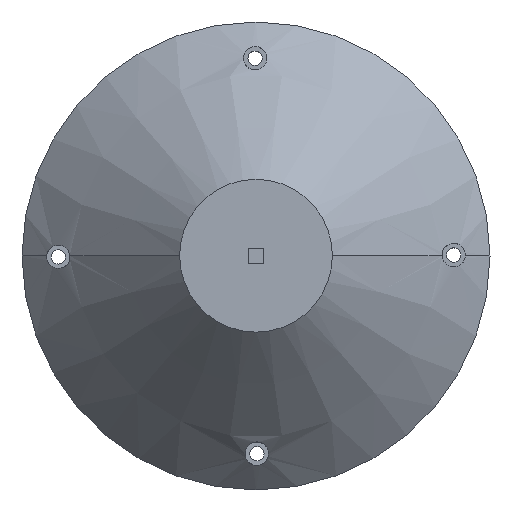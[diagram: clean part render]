
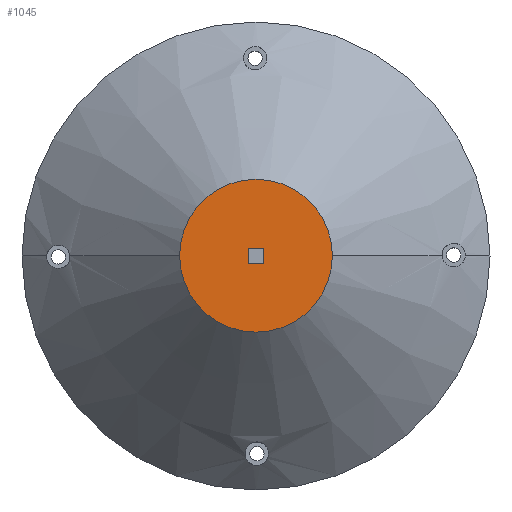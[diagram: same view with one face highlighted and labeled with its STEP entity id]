
A CAD part, top view. The second image highlights one B-rep face of the part: STEP entity #1045.
In plain terms, the highlighted planar face has unit normal (0, 0, 1).
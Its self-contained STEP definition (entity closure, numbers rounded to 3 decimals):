
#7 = DIRECTION ( 'NONE',  ( 0., -1., 0. ) ) ;
#40 = EDGE_CURVE ( 'NONE', #858, #612, #610, .T. ) ;
#55 = DIRECTION ( 'NONE',  ( 0., 0., 1. ) ) ;
#79 = ORIENTED_EDGE ( 'NONE', *, *, #145, .F. ) ;
#97 = VERTEX_POINT ( 'NONE', #1131 ) ;
#144 = CARTESIAN_POINT ( 'NONE',  ( 250., 67., 40.355 ) ) ;
#145 = EDGE_CURVE ( 'NONE', #1299, #97, #768, .T. ) ;
#169 = DIRECTION ( 'NONE',  ( -1., 0., 0. ) ) ;
#194 = ORIENTED_EDGE ( 'NONE', *, *, #575, .F. ) ;
#236 = LINE ( 'NONE', #696, #1175 ) ;
#302 = DIRECTION ( 'NONE',  ( 0., 1., 0. ) ) ;
#318 = VERTEX_POINT ( 'NONE', #1276 ) ;
#350 = DIRECTION ( 'NONE',  ( 1., 0., 0. ) ) ;
#381 = VECTOR ( 'NONE', #7, 1000. ) ;
#429 = FACE_BOUND ( 'NONE', #1432, .T. ) ;
#434 = ORIENTED_EDGE ( 'NONE', *, *, #531, .F. ) ;
#497 = CIRCLE ( 'NONE', #1351, 17. ) ;
#531 = EDGE_CURVE ( 'NONE', #97, #563, #236, .T. ) ;
#539 = CARTESIAN_POINT ( 'NONE',  ( 99., -225.5, 40.355 ) ) ;
#557 = ORIENTED_EDGE ( 'NONE', *, *, #895, .F. ) ;
#563 = VERTEX_POINT ( 'NONE', #1036 ) ;
#575 = EDGE_CURVE ( 'NONE', #318, #1299, #1494, .T. ) ;
#577 = CARTESIAN_POINT ( 'NONE',  ( 248.3, 68.7, 40.355 ) ) ;
#592 = CARTESIAN_POINT ( 'NONE',  ( 248.3, 65.3, 40.355 ) ) ;
#600 = DIRECTION ( 'NONE',  ( 0., 0., 1. ) ) ;
#610 = CIRCLE ( 'NONE', #1466, 17. ) ;
#612 = VERTEX_POINT ( 'NONE', #1293 ) ;
#696 = CARTESIAN_POINT ( 'NONE',  ( 251.7, 68.7, 40.355 ) ) ;
#743 = FACE_OUTER_BOUND ( 'NONE', #1373, .T. ) ;
#768 = LINE ( 'NONE', #1118, #883 ) ;
#801 = ORIENTED_EDGE ( 'NONE', *, *, #40, .T. ) ;
#809 = LINE ( 'NONE', #577, #381 ) ;
#858 = VERTEX_POINT ( 'NONE', #925 ) ;
#883 = VECTOR ( 'NONE', #302, 1000. ) ;
#895 = EDGE_CURVE ( 'NONE', #563, #318, #809, .T. ) ;
#925 = CARTESIAN_POINT ( 'NONE',  ( 233., 67., 40.355 ) ) ;
#1036 = CARTESIAN_POINT ( 'NONE',  ( 248.3, 68.7, 40.355 ) ) ;
#1042 = DIRECTION ( 'NONE',  ( -1., 0., 0. ) ) ;
#1044 = CARTESIAN_POINT ( 'NONE',  ( 251.7, 65.3, 40.355 ) ) ;
#1045 = ADVANCED_FACE ( 'NONE', ( #429, #743 ), #1183, .F. ) ;
#1053 = AXIS2_PLACEMENT_3D ( 'NONE', #539, #1069, #1421 ) ;
#1069 = DIRECTION ( 'NONE',  ( 0., 0., -1. ) ) ;
#1118 = CARTESIAN_POINT ( 'NONE',  ( 251.7, 65.3, 40.355 ) ) ;
#1131 = CARTESIAN_POINT ( 'NONE',  ( 251.7, 68.7, 40.355 ) ) ;
#1175 = VECTOR ( 'NONE', #1042, 1000. ) ;
#1183 = PLANE ( 'NONE',  #1053 ) ;
#1276 = CARTESIAN_POINT ( 'NONE',  ( 248.3, 65.3, 40.355 ) ) ;
#1293 = CARTESIAN_POINT ( 'NONE',  ( 267., 67., 40.355 ) ) ;
#1299 = VERTEX_POINT ( 'NONE', #1044 ) ;
#1351 = AXIS2_PLACEMENT_3D ( 'NONE', #144, #600, #1419 ) ;
#1373 = EDGE_LOOP ( 'NONE', ( #801, #1386 ) ) ;
#1376 = VECTOR ( 'NONE', #350, 1000. ) ;
#1384 = EDGE_CURVE ( 'NONE', #612, #858, #497, .T. ) ;
#1386 = ORIENTED_EDGE ( 'NONE', *, *, #1384, .T. ) ;
#1419 = DIRECTION ( 'NONE',  ( -1., 0., 0. ) ) ;
#1421 = DIRECTION ( 'NONE',  ( 0., -1., 0. ) ) ;
#1422 = CARTESIAN_POINT ( 'NONE',  ( 250., 67., 40.355 ) ) ;
#1432 = EDGE_LOOP ( 'NONE', ( #79, #194, #557, #434 ) ) ;
#1466 = AXIS2_PLACEMENT_3D ( 'NONE', #1422, #55, #169 ) ;
#1494 = LINE ( 'NONE', #592, #1376 ) ;
